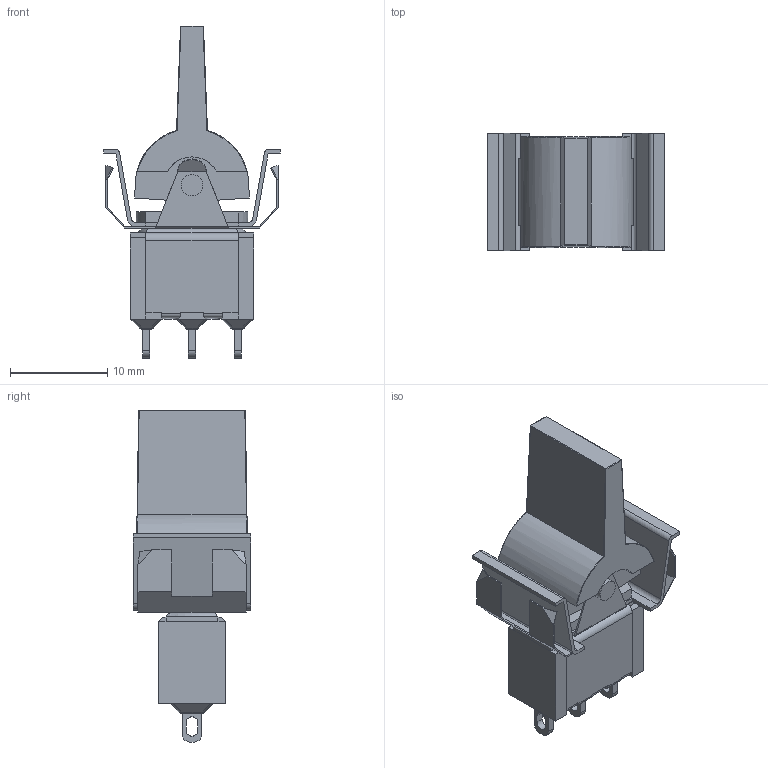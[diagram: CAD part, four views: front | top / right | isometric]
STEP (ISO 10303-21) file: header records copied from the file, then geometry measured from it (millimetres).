
FILE_DESCRIPTION(/* description */ (''),/* implementation_level */ '2;1');
FILE_NAME(/* name */ '300SPxR8BLKM1xE.stp',/* time_stamp */ '2022-04-22T10:47:23-05:00',/* author */ ('mwilliams'),/* organization */ (''),/* preprocessor_version */ 'ST-DEVELOPER v18',/* originating_system */ 'Autodesk Inventor 2020',/* authorisation */ '');
FILE_SCHEMA (('AUTOMOTIVE_DESIGN { 1 0 10303 214 3 1 1 }'));
Length unit declared in the file: inch
Products named in the file (1): T314028_Shrinkwrap_1
Bounding box: 18.16 x 12.07 x 34.12 mm (x, y, z)
Volume: 1759.6 mm3; surface area: 2916 mm2
Topology: 1 solids, 1 shells, 385 faces, 990 edges, 605 vertices
Faces by surface type: plane 277, cylinder 86, sphere 16, bspline 4, torus 2
Full cylindrical faces by diameter (mm): 2.2 x4, 3.2 x1, 5.2 x1
Entity records: 12037 total; most frequent: CARTESIAN_POINT 2211, ORIENTED_EDGE 1948, DIRECTION 1929, EDGE_CURVE 974, LINE 759, VECTOR 759, VERTEX_POINT 605, AXIS2_PLACEMENT_3D 585
